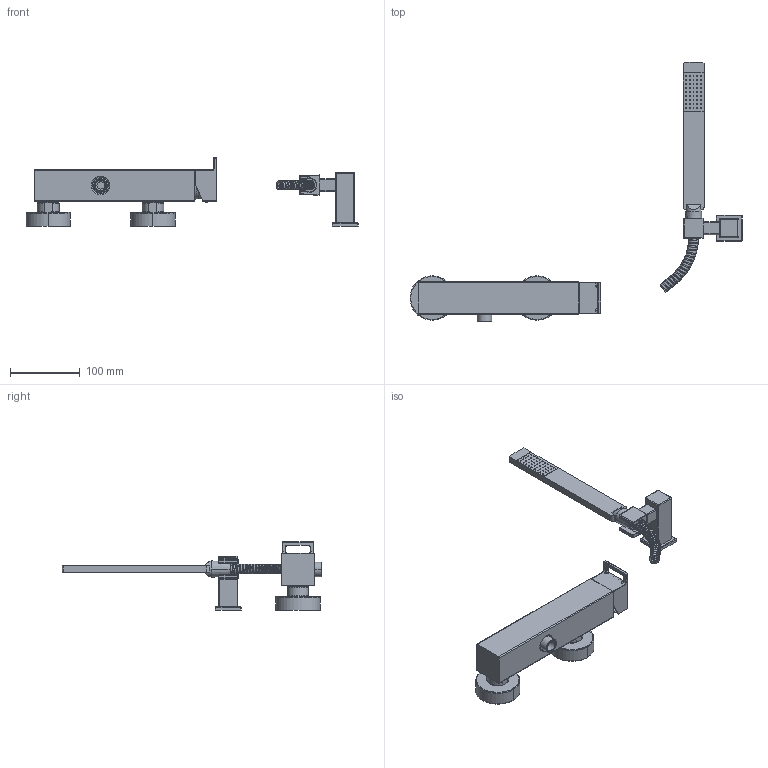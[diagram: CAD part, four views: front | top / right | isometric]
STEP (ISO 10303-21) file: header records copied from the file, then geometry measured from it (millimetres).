
FILE_DESCRIPTION((''),'2;1');
FILE_NAME('EF168DCR','2021-01-18T15:02:23',('ut3'),('PAFFONI SpA'),'CREO PARAMETRIC BY PTC INC, 2020044','CREO PARAMETRIC BY PTC INC, 2020044','');
FILE_SCHEMA(('CONFIG_CONTROL_DESIGN','SHAPE_APPEARANCE_LAYERS_GROUPS'));
Products named in the file (1): EF168DCR
Bounding box: 475.25 x 370.89 x 97.75 mm (x, y, z)
Volume: 409245.2 mm3; surface area: 218406.7 mm2
Topology: 2 solids, 2 shells, 1947 faces, 5047 edges, 3153 vertices
Faces by surface type: plane 1014, cylinder 529, torus 161, sphere 89, cone 78, bspline 76
Entity records: 102835 total; most frequent: CARTESIAN_POINT 41583, ORIENTED_EDGE 10064, DIRECTION 9801, EDGE_CURVE 5032, AXIS2_PLACEMENT_3D 3463, VERTEX_POINT 3152, VECTOR 2875, LINE 2875
